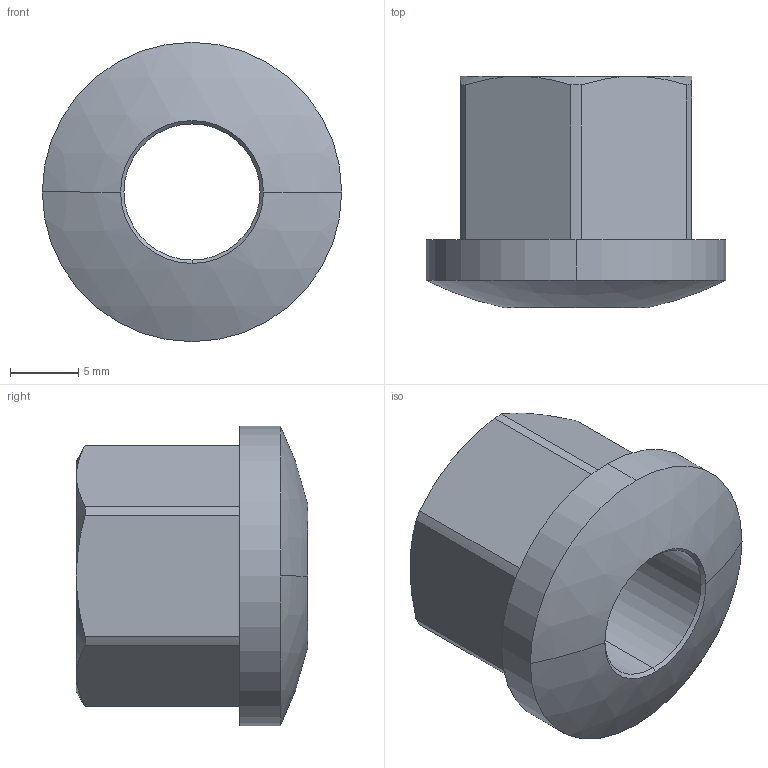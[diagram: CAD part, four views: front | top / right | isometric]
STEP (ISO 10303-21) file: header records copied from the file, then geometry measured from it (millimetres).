
FILE_DESCRIPTION (( 'STEP AP203' ), '1' );
FILE_NAME ('WDS-806-210.step', '2012-04-10T07:55:04', ( 'SysAdmin' ), ( 'SolidWorks' ), 'SwSTEP 2.0', 'SolidWorks 2012', '' );
FILE_SCHEMA (( 'CONFIG_CONTROL_DESIGN' ));
Length unit declared in the file: millimetre
Products named in the file (1): WDS-806-210
Bounding box: 22 x 16.99 x 22 mm (x, y, z)
Volume: 3266.4 mm3; surface area: 2046.4 mm2
Topology: 1 solids, 1 shells, 30 faces, 75 edges, 47 vertices
Faces by surface type: cylinder 11, cone 9, plane 8, sphere 2
Entity records: 1033 total; most frequent: CARTESIAN_POINT 225, DIRECTION 162, ORIENTED_EDGE 150, EDGE_CURVE 75, AXIS2_PLACEMENT_3D 68, VERTEX_POINT 47, CIRCLE 37, EDGE_LOOP 32
